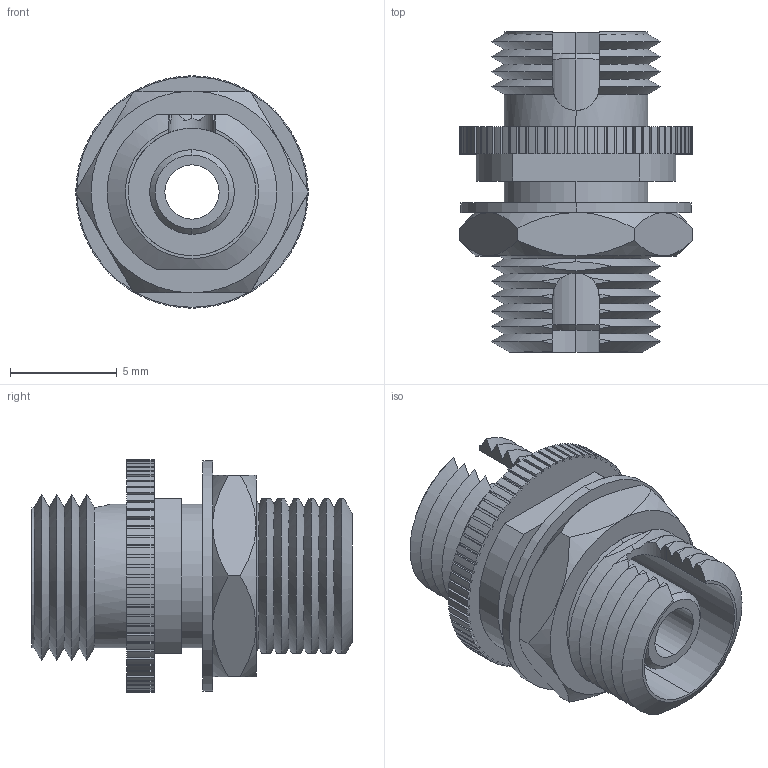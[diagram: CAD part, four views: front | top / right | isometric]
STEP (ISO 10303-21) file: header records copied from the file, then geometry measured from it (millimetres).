
FILE_DESCRIPTION (( 'STEP AP203' ), '1' );
FILE_NAME ('FOA-033A.STEP', '2006-06-30T18:47:24', ( ' ' ), ( ' ' ), 'SwSTEP 2.0', 'SolidWorks 2005354', '' );
FILE_SCHEMA (( 'CONFIG_CONTROL_DESIGN' ));
Length unit declared in the file: inch
Products named in the file (4): 3AA03-003; 3AA02-003; FOA-033A
Assembly tree (3 placements, depth 2):
  FOA-033A
    3AA03-003
    3AA02-003
    FOA-033A
Bounding box: 10.91 x 14.99 x 10.87 mm (x, y, z)
Volume: 477.1 mm3; surface area: 1461.3 mm2
Topology: 3 solids, 3 shells, 421 faces, 1204 edges, 794 vertices
Faces by surface type: plane 264, cylinder 98, cone 59
Entity records: 14464 total; most frequent: CARTESIAN_POINT 3058, ORIENTED_EDGE 2408, DIRECTION 2182, EDGE_CURVE 1204, VECTOR 806, LINE 806, VERTEX_POINT 794, AXIS2_PLACEMENT_3D 688
